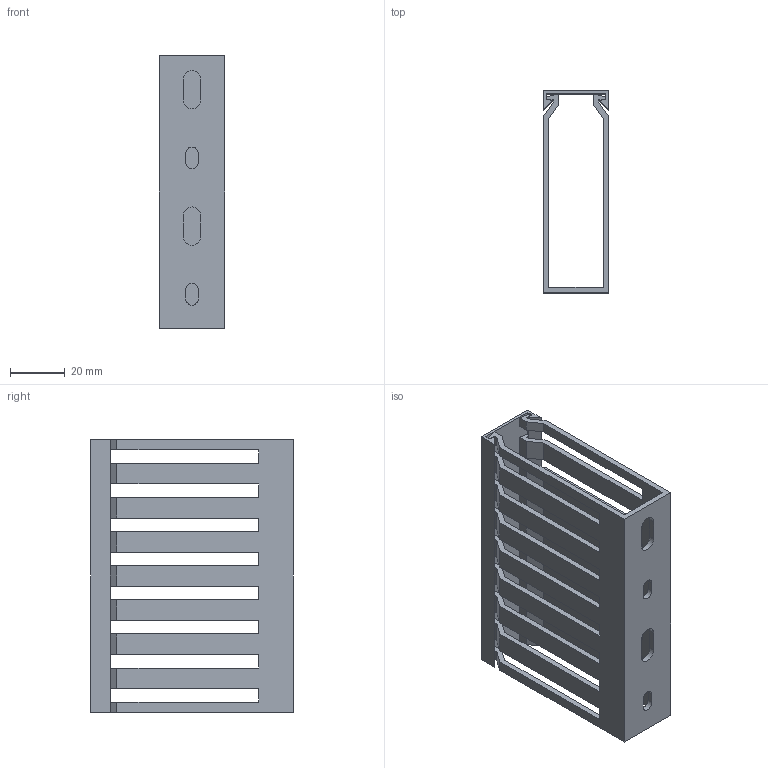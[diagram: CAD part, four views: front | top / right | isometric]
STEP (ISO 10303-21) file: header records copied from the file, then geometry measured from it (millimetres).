
FILE_DESCRIPTION((''),'2;1');
FILE_NAME('DNG7502507030B_ASM','2022-04-06T13:48:56',('pfeiferc'),(''),'CREO PARAMETRIC BY PTC INC, 2021184','CREO PARAMETRIC BY PTC INC, 2021184','');
FILE_SCHEMA(('AUTOMOTIVE_DESIGN { 1 0 10303 214 1 1 1 1 }'));
Length unit declared in the file: millimetre
Products named in the file (3): PROXY_M01459STA; PROXY_03357-M; DNG7502507030B_ASM
Assembly tree (2 placements, depth 2):
  DNG7502507030B_ASM
    PROXY_M01459STA
    PROXY_03357-M
Bounding box: 24 x 74.19 x 100 mm (x, y, z)
Volume: 28179.2 mm3; surface area: 37097.4 mm2
Topology: 2 solids, 2 shells, 210 faces, 618 edges, 412 vertices
Faces by surface type: plane 184, cylinder 26
Entity records: 9202 total; most frequent: CARTESIAN_POINT 1424, DIRECTION 1330, ORIENTED_EDGE 1236, VECTOR 625, LINE 625, EDGE_CURVE 618, VERTEX_POINT 412, AXIS2_PLACEMENT_3D 336
